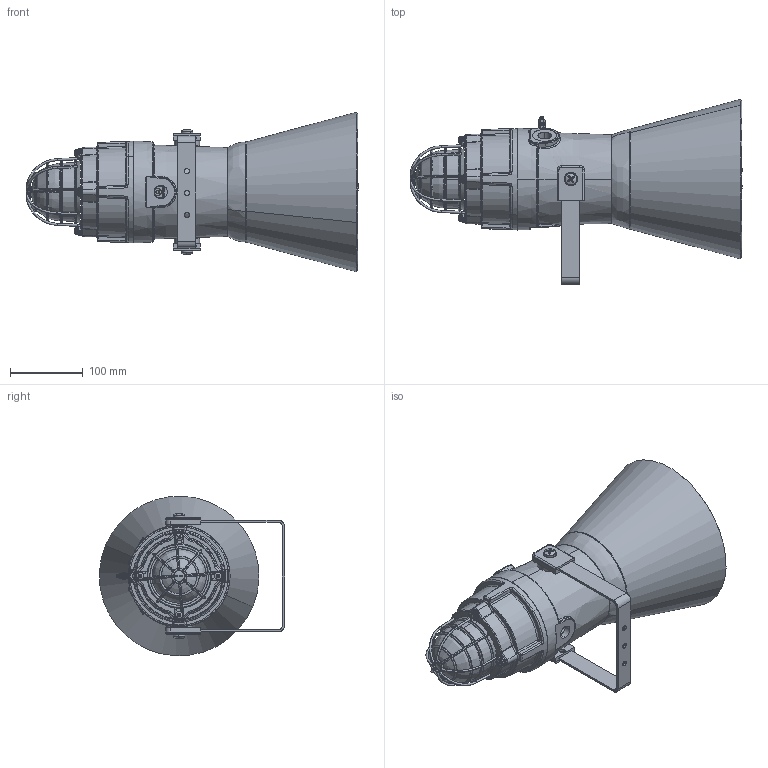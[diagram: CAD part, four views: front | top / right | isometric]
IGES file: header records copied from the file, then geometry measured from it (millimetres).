
Start section: SolidWorks IGES file using analytic representation for surfaces
Global section: file name: SK0372_Issue_B.IGS; native system: SolidWorks 2016; preprocessor: SolidWorks 2016; author: randip.rait; date: 151019.141852; units: millimetre
Bounding box: 456.47 x 254.68 x 219.36 mm (x, y, z)
Surface area: 408331.4 mm2 (no closed solid volume)
Topology: 0 solids, 0 shells, 831 faces, 11737 edges, 11714 vertices
Faces by surface type: bspline 475, revolution 356
